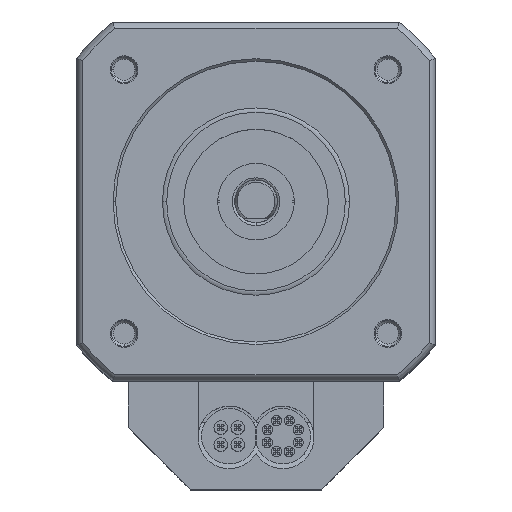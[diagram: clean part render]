
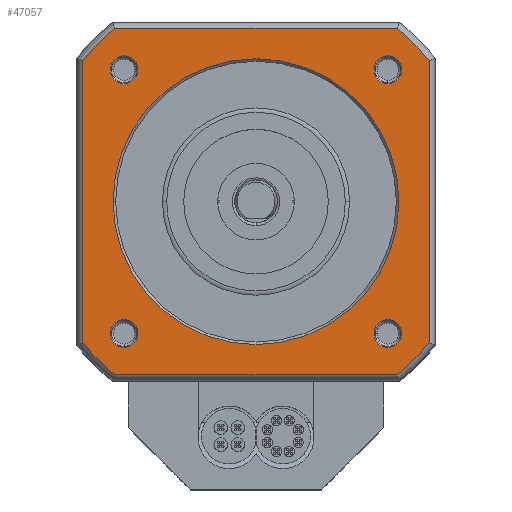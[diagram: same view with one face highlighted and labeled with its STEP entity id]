
A CAD part, top view. The second image highlights one B-rep face of the part: STEP entity #47057.
In plain terms, the highlighted face is planar.
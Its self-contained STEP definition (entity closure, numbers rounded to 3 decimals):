
#43735=CARTESIAN_POINT('',(0.,0.,0.2));
#43736=DIRECTION('',(0.,0.,-1.));
#43737=DIRECTION('',(-1.,0.,0.));
#43738=AXIS2_PLACEMENT_3D('',#43735,#43736,#43737);
#43753=CARTESIAN_POINT('',(-15.5,-15.5,0.2));
#43754=DIRECTION('',(0.,0.,-1.));
#43755=DIRECTION('',(-1.,0.,0.));
#43756=AXIS2_PLACEMENT_3D('',#43753,#43754,#43755);
#43775=CARTESIAN_POINT('',(-15.5,-15.5,0.2));
#43776=DIRECTION('',(0.,0.,-1.));
#43777=DIRECTION('',(1.,0.,0.));
#43778=AXIS2_PLACEMENT_3D('',#43775,#43776,#43777);
#43812=CARTESIAN_POINT('',(15.5,-15.5,0.2));
#43813=DIRECTION('',(0.,0.,-1.));
#43814=DIRECTION('',(0.,-1.,0.));
#43815=AXIS2_PLACEMENT_3D('',#43812,#43813,#43814);
#43826=CARTESIAN_POINT('',(15.5,-15.5,0.2));
#43827=DIRECTION('',(0.,0.,-1.));
#43828=DIRECTION('',(0.,1.,0.));
#43829=AXIS2_PLACEMENT_3D('',#43826,#43827,#43828);
#43881=CARTESIAN_POINT('',(15.5,15.5,0.2));
#43882=DIRECTION('',(0.,0.,-1.));
#43883=DIRECTION('',(1.,0.,0.));
#43884=AXIS2_PLACEMENT_3D('',#43881,#43882,#43883);
#43903=CARTESIAN_POINT('',(15.5,15.5,0.2));
#43904=DIRECTION('',(0.,0.,-1.));
#43905=DIRECTION('',(-1.,0.,0.));
#43906=AXIS2_PLACEMENT_3D('',#43903,#43904,#43905);
#43935=CARTESIAN_POINT('',(-15.5,15.5,0.2));
#43936=DIRECTION('',(0.,0.,-1.));
#43937=DIRECTION('',(0.,1.,0.));
#43938=AXIS2_PLACEMENT_3D('',#43935,#43936,#43937);
#43967=CARTESIAN_POINT('',(-15.5,15.5,0.2));
#43968=DIRECTION('',(0.,0.,-1.));
#43969=DIRECTION('',(0.,-1.,0.));
#43970=AXIS2_PLACEMENT_3D('',#43967,#43968,#43969);
#44000=CARTESIAN_POINT('',(0.,0.,0.2));
#44001=DIRECTION('',(0.,0.,-1.));
#44002=DIRECTION('',(1.,0.,0.));
#44003=AXIS2_PLACEMENT_3D('',#44000,#44001,#44002);
#44009=CARTESIAN_POINT('',(0.,0.,0.2));
#44010=DIRECTION('',(0.,0.,1.));
#44011=DIRECTION('',(0.775,0.632,0.));
#44012=AXIS2_PLACEMENT_3D('',#44009,#44010,#44011);
#44022=DIRECTION('',(0.,-1.,0.));
#44023=VECTOR('',#44022,33.161);
#44024=CARTESIAN_POINT('',(20.348,16.581,0.2));
#44025=LINE('',#44024,#44023);
#44034=CARTESIAN_POINT('',(0.,0.,0.2));
#44035=DIRECTION('',(0.,0.,1.));
#44036=DIRECTION('',(0.632,-0.775,0.));
#44037=AXIS2_PLACEMENT_3D('',#44034,#44035,#44036);
#44047=DIRECTION('',(-1.,0.,0.));
#44048=VECTOR('',#44047,33.161);
#44049=CARTESIAN_POINT('',(16.581,-20.348,0.2));
#44050=LINE('',#44049,#44048);
#44059=CARTESIAN_POINT('',(0.,0.,0.2));
#44060=DIRECTION('',(0.,0.,1.));
#44061=DIRECTION('',(-0.775,-0.632,0.));
#44062=AXIS2_PLACEMENT_3D('',#44059,#44060,#44061);
#44072=DIRECTION('',(0.,1.,0.));
#44073=VECTOR('',#44072,33.161);
#44074=CARTESIAN_POINT('',(-20.348,-16.581,0.2));
#44075=LINE('',#44074,#44073);
#44084=CARTESIAN_POINT('',(0.,0.,0.2));
#44085=DIRECTION('',(0.,0.,1.));
#44086=DIRECTION('',(-0.632,0.775,0.));
#44087=AXIS2_PLACEMENT_3D('',#44084,#44085,#44086);
#44097=DIRECTION('',(1.,0.,0.));
#44098=VECTOR('',#44097,33.161);
#44099=CARTESIAN_POINT('',(-16.581,20.348,0.2));
#44100=LINE('',#44099,#44098);
#44569=CARTESIAN_POINT('',(-17.13,-15.5,0.2));
#44570=CARTESIAN_POINT('',(-13.87,-15.5,0.2));
#44571=VERTEX_POINT('',#44569);
#44572=VERTEX_POINT('',#44570);
#44573=CARTESIAN_POINT('',(15.5,-17.13,0.2));
#44574=CARTESIAN_POINT('',(15.5,-13.87,0.2));
#44575=VERTEX_POINT('',#44573);
#44576=VERTEX_POINT('',#44574);
#44577=CARTESIAN_POINT('',(17.13,15.5,0.2));
#44578=CARTESIAN_POINT('',(13.87,15.5,0.2));
#44579=VERTEX_POINT('',#44577);
#44580=VERTEX_POINT('',#44578);
#44581=CARTESIAN_POINT('',(-15.5,17.13,0.2));
#44582=CARTESIAN_POINT('',(-15.5,13.87,0.2));
#44583=VERTEX_POINT('',#44581);
#44584=VERTEX_POINT('',#44582);
#44585=CARTESIAN_POINT('',(16.8,0.,0.2));
#44586=CARTESIAN_POINT('',(-16.8,0.,0.2));
#44587=VERTEX_POINT('',#44585);
#44588=VERTEX_POINT('',#44586);
#44589=CARTESIAN_POINT('',(20.348,16.581,0.2));
#44590=CARTESIAN_POINT('',(16.581,20.348,0.2));
#44591=VERTEX_POINT('',#44589);
#44592=VERTEX_POINT('',#44590);
#44593=CARTESIAN_POINT('',(-16.581,20.348,0.2));
#44594=VERTEX_POINT('',#44593);
#44595=CARTESIAN_POINT('',(-20.348,16.581,0.2));
#44596=VERTEX_POINT('',#44595);
#44597=CARTESIAN_POINT('',(-20.348,-16.581,0.2));
#44598=VERTEX_POINT('',#44597);
#44599=CARTESIAN_POINT('',(-16.581,-20.348,0.2));
#44600=VERTEX_POINT('',#44599);
#44601=CARTESIAN_POINT('',(16.581,-20.348,0.2));
#44602=VERTEX_POINT('',#44601);
#44603=CARTESIAN_POINT('',(20.348,-16.581,0.2));
#44604=VERTEX_POINT('',#44603);
#47005=CARTESIAN_POINT('',(0.,0.,0.2));
#47006=DIRECTION('',(0.,0.,-1.));
#47007=DIRECTION('',(-1.,0.,0.));
#47008=AXIS2_PLACEMENT_3D('',#47005,#47006,#47007);
#47009=PLANE('',#47008);
#47011=ORIENTED_EDGE('',*,*,#47010,.T.);
#47013=ORIENTED_EDGE('',*,*,#47012,.F.);
#47015=ORIENTED_EDGE('',*,*,#47014,.T.);
#47017=ORIENTED_EDGE('',*,*,#47016,.F.);
#47019=ORIENTED_EDGE('',*,*,#47018,.T.);
#47021=ORIENTED_EDGE('',*,*,#47020,.F.);
#47023=ORIENTED_EDGE('',*,*,#47022,.T.);
#47025=ORIENTED_EDGE('',*,*,#47024,.F.);
#47026=EDGE_LOOP('',(#47011,#47013,#47015,#47017,#47019,#47021,#47023,#47025));
#47027=FACE_OUTER_BOUND('',#47026,.F.);
#47029=ORIENTED_EDGE('',*,*,#47028,.T.);
#47031=ORIENTED_EDGE('',*,*,#47030,.T.);
#47032=EDGE_LOOP('',(#47029,#47031));
#47033=FACE_BOUND('',#47032,.F.);
#47035=ORIENTED_EDGE('',*,*,#47034,.T.);
#47037=ORIENTED_EDGE('',*,*,#47036,.T.);
#47038=EDGE_LOOP('',(#47035,#47037));
#47039=FACE_BOUND('',#47038,.F.);
#47041=ORIENTED_EDGE('',*,*,#47040,.T.);
#47043=ORIENTED_EDGE('',*,*,#47042,.T.);
#47044=EDGE_LOOP('',(#47041,#47043));
#47045=FACE_BOUND('',#47044,.F.);
#47047=ORIENTED_EDGE('',*,*,#47046,.T.);
#47048=ORIENTED_EDGE('',*,*,#46995,.T.);
#47049=EDGE_LOOP('',(#47047,#47048));
#47050=FACE_BOUND('',#47049,.F.);
#47052=ORIENTED_EDGE('',*,*,#47051,.T.);
#47054=ORIENTED_EDGE('',*,*,#47053,.T.);
#47055=EDGE_LOOP('',(#47052,#47054));
#47056=FACE_BOUND('',#47055,.F.);
#47057=ADVANCED_FACE('',(#47027,#47033,#47039,#47045,#47050,#47056),#47009,.T.);
#43739=CIRCLE('',#43738,16.8);
#43757=CIRCLE('',#43756,1.63);
#43779=CIRCLE('',#43778,1.63);
#43816=CIRCLE('',#43815,1.63);
#43830=CIRCLE('',#43829,1.63);
#43885=CIRCLE('',#43884,1.63);
#43907=CIRCLE('',#43906,1.63);
#43939=CIRCLE('',#43938,1.63);
#43971=CIRCLE('',#43970,1.63);
#44004=CIRCLE('',#44003,16.8);
#44013=CIRCLE('',#44012,26.248);
#44038=CIRCLE('',#44037,26.248);
#44063=CIRCLE('',#44062,26.248);
#44088=CIRCLE('',#44087,26.248);
#46995=EDGE_CURVE('',#44588,#44587,#43739,.T.);
#47010=EDGE_CURVE('',#44591,#44592,#44013,.T.);
#47012=EDGE_CURVE('',#44594,#44592,#44100,.T.);
#47014=EDGE_CURVE('',#44594,#44596,#44088,.T.);
#47016=EDGE_CURVE('',#44598,#44596,#44075,.T.);
#47018=EDGE_CURVE('',#44598,#44600,#44063,.T.);
#47020=EDGE_CURVE('',#44602,#44600,#44050,.T.);
#47022=EDGE_CURVE('',#44602,#44604,#44038,.T.);
#47024=EDGE_CURVE('',#44591,#44604,#44025,.T.);
#47028=EDGE_CURVE('',#44575,#44576,#43816,.T.);
#47030=EDGE_CURVE('',#44576,#44575,#43830,.T.);
#47034=EDGE_CURVE('',#44579,#44580,#43885,.T.);
#47036=EDGE_CURVE('',#44580,#44579,#43907,.T.);
#47040=EDGE_CURVE('',#44583,#44584,#43939,.T.);
#47042=EDGE_CURVE('',#44584,#44583,#43971,.T.);
#47046=EDGE_CURVE('',#44587,#44588,#44004,.T.);
#47051=EDGE_CURVE('',#44571,#44572,#43757,.T.);
#47053=EDGE_CURVE('',#44572,#44571,#43779,.T.);
